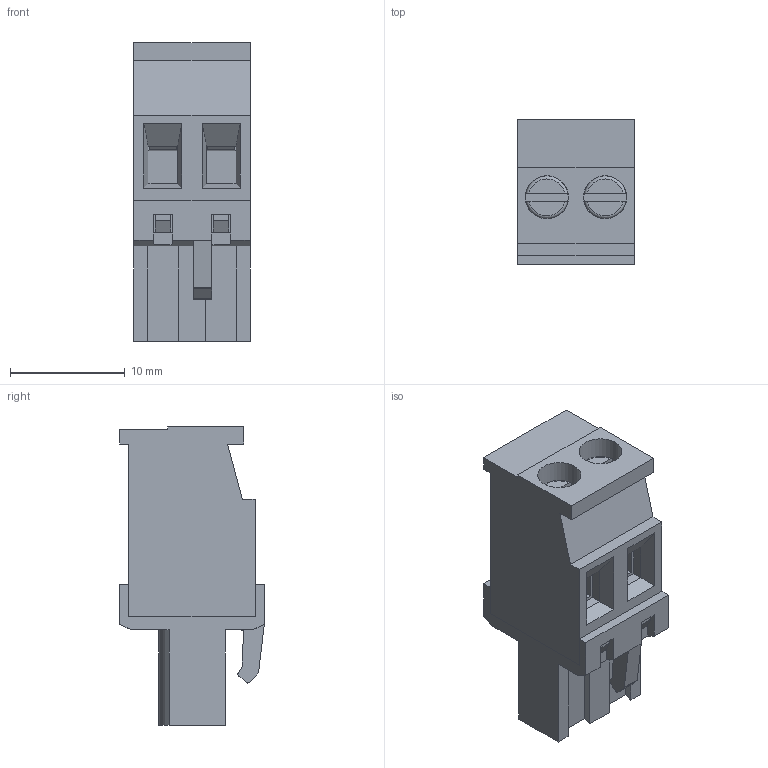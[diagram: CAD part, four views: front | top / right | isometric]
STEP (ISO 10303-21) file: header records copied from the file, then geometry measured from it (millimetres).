
FILE_DESCRIPTION( ( 'Unknown' ), '1' );
FILE_NAME( '691352510002.stp', 'Unknown', ( 'Unknown' ), ( 'Unknown' ), 'PSStep 14.0', 'Unknown', ' ' );
FILE_SCHEMA( ( 'AUTOMOTIVE_DESIGN { 1 0 10303 214 1 1 1 1 }' ) );
Length unit declared in the file: millimetre
Products named in the file (6): Assem1; 691343510002; 6913525100xx_CAGE; 6913525100xx; 691343510002_BAS; 6913525100xx_VIS
Assembly tree (8 placements, depth 2):
  Assem1
    691343510002
    6913525100xx_CAGE  x2
    6913525100xx  x2
    691343510002_BAS
    6913525100xx_VIS  x2
Bounding box: 10.16 x 12.6 x 26 mm (x, y, z)
Volume: 1583 mm3; surface area: 4028.5 mm2
Topology: 8 solids, 8 shells, 446 faces, 1239 edges, 807 vertices
Faces by surface type: plane 349, cylinder 85, cone 6, torus 6
Full cylindrical faces by diameter (mm): 1.5 x2, 2.2 x2, 2.7 x2, 2.9 x2, 3 x2, 3.7 x2, 3.75 x2
Entity records: 13721 total; most frequent: CARTESIAN_POINT 1940, ORIENTED_EDGE 1886, DIRECTION 1761, EDGE_CURVE 943, LINE 825, VECTOR 825, VERTEX_POINT 623, AXIS2_PLACEMENT_3D 468
